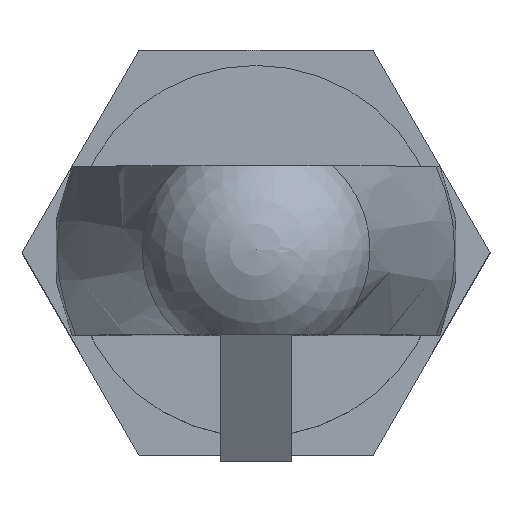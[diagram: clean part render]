
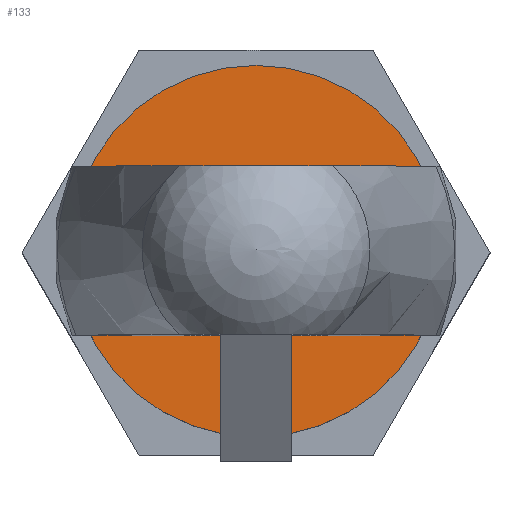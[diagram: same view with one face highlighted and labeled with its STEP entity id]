
A CAD part, top view. The second image highlights one B-rep face of the part: STEP entity #133.
In plain terms, the highlighted planar face has unit normal (0, 0, 1).
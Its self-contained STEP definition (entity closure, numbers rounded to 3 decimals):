
#133 = ADVANCED_FACE( '', ( #274, #275 ), #276, .F. );
#274 = FACE_OUTER_BOUND( '', #437, .T. );
#275 = FACE_BOUND( '', #438, .T. );
#276 = PLANE( '', #439 );
#437 = EDGE_LOOP( '', ( #773 ) );
#438 = EDGE_LOOP( '', ( #774, #775, #776, #777 ) );
#439 = AXIS2_PLACEMENT_3D( '', #778, #779, #780 );
#773 = ORIENTED_EDGE( '', *, *, #974, .F. );
#774 = ORIENTED_EDGE( '', *, *, #975, .F. );
#775 = ORIENTED_EDGE( '', *, *, #898, .T. );
#776 = ORIENTED_EDGE( '', *, *, #919, .F. );
#777 = ORIENTED_EDGE( '', *, *, #945, .T. );
#778 = CARTESIAN_POINT( '', ( 0., 0., 0. ) );
#779 = DIRECTION( '', ( 0., 0., -1. ) );
#780 = DIRECTION( '', ( -1., 0., 0. ) );
#898 = EDGE_CURVE( '', #1080, #1077, #1081, .T. );
#919 = EDGE_CURVE( '', #1110, #1077, #1112, .T. );
#945 = EDGE_CURVE( '', #1110, #1147, #1149, .T. );
#974 = EDGE_CURVE( '', #1183, #1183, #1184, .T. );
#975 = EDGE_CURVE( '', #1080, #1147, #1185, .T. );
#1077 = VERTEX_POINT( '', #1336 );
#1080 = VERTEX_POINT( '', #1342 );
#1081 = CIRCLE( '', #1343, 1.6 );
#1110 = VERTEX_POINT( '', #1383 );
#1112 = LINE( '', #1388, #1389 );
#1147 = VERTEX_POINT( '', #1446 );
#1149 = CIRCLE( '', #1451, 1.6 );
#1183 = VERTEX_POINT( '', #1507 );
#1184 = CIRCLE( '', #1508, 2.2 );
#1185 = LINE( '', #1509, #1510 );
#1336 = CARTESIAN_POINT( '', ( -1.249, 1., 0. ) );
#1342 = CARTESIAN_POINT( '', ( -1.249, -1., 0. ) );
#1343 = AXIS2_PLACEMENT_3D( '', #1578, #1579, #1580 );
#1383 = CARTESIAN_POINT( '', ( 1.249, 1., 0. ) );
#1388 = CARTESIAN_POINT( '', ( -1.6, 1., 0. ) );
#1389 = VECTOR( '', #1607, 1000. );
#1446 = CARTESIAN_POINT( '', ( 1.249, -1., 0. ) );
#1451 = AXIS2_PLACEMENT_3D( '', #1637, #1638, #1639 );
#1507 = CARTESIAN_POINT( '', ( -2.2, 0., 0. ) );
#1508 = AXIS2_PLACEMENT_3D( '', #1662, #1663, #1664 );
#1509 = CARTESIAN_POINT( '', ( -1.6, -1., 0. ) );
#1510 = VECTOR( '', #1665, 1000. );
#1578 = CARTESIAN_POINT( '', ( 0., 0., 0. ) );
#1579 = DIRECTION( '', ( 0., 0., -1. ) );
#1580 = DIRECTION( '', ( -1., 0., 0. ) );
#1607 = DIRECTION( '', ( -1., 0., 0. ) );
#1637 = CARTESIAN_POINT( '', ( 0., 0., 0. ) );
#1638 = DIRECTION( '', ( 0., 0., -1. ) );
#1639 = DIRECTION( '', ( -1., 0., 0. ) );
#1662 = CARTESIAN_POINT( '', ( 0., 0., 0. ) );
#1663 = DIRECTION( '', ( 0., 0., -1. ) );
#1664 = DIRECTION( '', ( -1., 0., 0. ) );
#1665 = DIRECTION( '', ( 1., 0., 0. ) );
